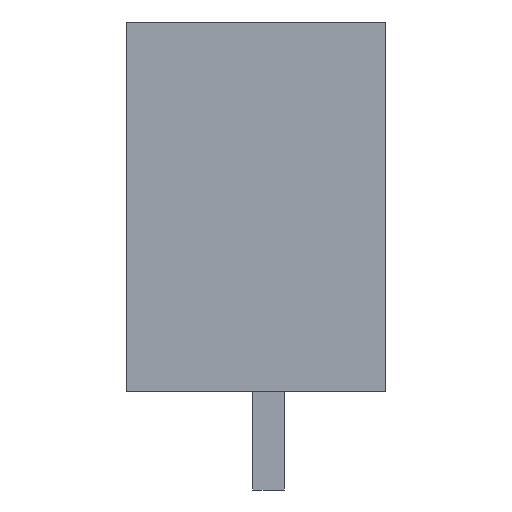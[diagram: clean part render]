
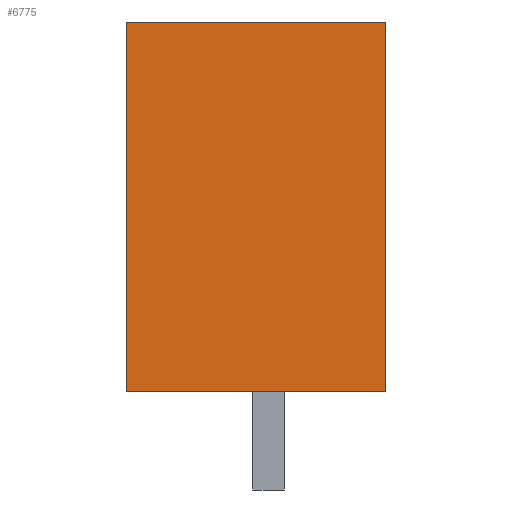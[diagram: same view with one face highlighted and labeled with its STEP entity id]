
A CAD part, left-side view. The second image highlights one B-rep face of the part: STEP entity #6775.
In plain terms, the highlighted planar face has unit normal (-1, 0, 0).
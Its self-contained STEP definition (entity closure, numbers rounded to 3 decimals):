
#6755=AXIS2_PLACEMENT_3D('Plane Axis2P3D',#6752,#6753,#6754) ;
#1655=CARTESIAN_POINT('Vertex',(0.,0.,3.2)) ;
#1658=CARTESIAN_POINT('Line Origine',(0.,4.215,3.2)) ;
#1662=CARTESIAN_POINT('Vertex',(0.,8.43,3.2)) ;
#6585=CARTESIAN_POINT('Line Origine',(0.,0.,9.2)) ;
#6589=CARTESIAN_POINT('Vertex',(0.,0.,15.2)) ;
#6752=CARTESIAN_POINT('Axis2P3D Location',(0.,8.43,15.2)) ;
#6757=CARTESIAN_POINT('Line Origine',(0.,4.215,15.2)) ;
#6761=CARTESIAN_POINT('Vertex',(0.,8.43,15.2)) ;
#6764=CARTESIAN_POINT('Line Origine',(0.,8.43,9.2)) ;
#1659=DIRECTION('Vector Direction',(0.,-1.,0.)) ;
#6586=DIRECTION('Vector Direction',(0.,0.,-1.)) ;
#6753=DIRECTION('Axis2P3D Direction',(-1.,0.,0.)) ;
#6754=DIRECTION('Axis2P3D XDirection',(0.,0.,1.)) ;
#6758=DIRECTION('Vector Direction',(0.,-1.,0.)) ;
#6765=DIRECTION('Vector Direction',(0.,0.,-1.)) ;
#1660=VECTOR('Line Direction',#1659,1.) ;
#6587=VECTOR('Line Direction',#6586,1.) ;
#6759=VECTOR('Line Direction',#6758,1.) ;
#6766=VECTOR('Line Direction',#6765,1.) ;
#6770=ORIENTED_EDGE('',*,*,#6763,.F.) ;
#6771=ORIENTED_EDGE('',*,*,#6768,.T.) ;
#6772=ORIENTED_EDGE('',*,*,#1664,.T.) ;
#6773=ORIENTED_EDGE('',*,*,#6591,.F.) ;
#6775=ADVANCED_FACE('HOUSING',(#6774),#6756,.T.) ;
#1664=EDGE_CURVE('',#1663,#1656,#1661,.T.) ;
#6591=EDGE_CURVE('',#6590,#1656,#6588,.T.) ;
#6763=EDGE_CURVE('',#6762,#6590,#6760,.T.) ;
#6768=EDGE_CURVE('',#6762,#1663,#6767,.T.) ;
#6769=EDGE_LOOP('',(#6770,#6771,#6772,#6773)) ;
#6774=FACE_OUTER_BOUND('',#6769,.T.) ;
#1661=LINE('Line',#1658,#1660) ;
#6588=LINE('Line',#6585,#6587) ;
#6760=LINE('Line',#6757,#6759) ;
#6767=LINE('Line',#6764,#6766) ;
#6756=PLANE('',#6755) ;
#1656=VERTEX_POINT('',#1655) ;
#1663=VERTEX_POINT('',#1662) ;
#6590=VERTEX_POINT('',#6589) ;
#6762=VERTEX_POINT('',#6761) ;
